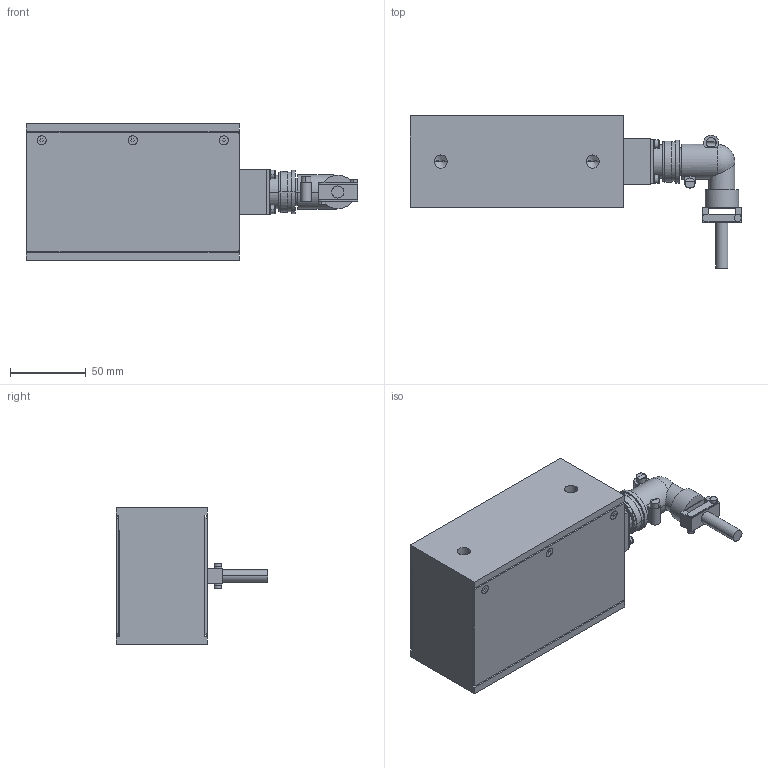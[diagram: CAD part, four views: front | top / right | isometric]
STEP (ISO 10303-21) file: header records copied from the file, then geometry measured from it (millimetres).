
FILE_DESCRIPTION((''),'2;1');
FILE_NAME('50276.stp','2007-09-14T07:59:10',(''),(''),'Mechanical Desktop 2007','Mechanical Desktop 2007',', , ');
FILE_SCHEMA(('CONFIG_CONTROL_DESIGN'));
Length unit declared in the file: millimetre
Products named in the file (15): U50276; U4945304; U49515; U49515A; SENKSCHRAUBE_I-6KT_M3X6; SENKSCHRAUBE_I-6KT_M3X6A; FEDERRING_M3; FEDERRING_M3A; FLANSCHDOSE_WINKEL_AMPH_4-POLIG; TEIL1; L49026; TEIL1A; I-6KT_SCHRAUBE_M3X25A; I-6KT_SCHRAUBE_M3X25; RM_SDB
Assembly tree (28 placements, depth 3):
  U50276
    U4945304
    U49515  x2
      U49515A
    SENKSCHRAUBE_I-6KT_M3X6  x6
      SENKSCHRAUBE_I-6KT_M3X6A
    FEDERRING_M3  x4
      FEDERRING_M3A
    FLANSCHDOSE_WINKEL_AMPH_4-POLIG
      TEIL1
    L49026
      TEIL1A
    I-6KT_SCHRAUBE_M3X25A  x4
      I-6KT_SCHRAUBE_M3X25
    RM_SDB  x3
Bounding box: 218 x 100 x 90 mm (x, y, z)
Volume: 780413.8 mm3; surface area: 119811.2 mm2
Topology: 19 solids, 19 shells, 399 faces, 936 edges, 578 vertices
Faces by surface type: cylinder 160, plane 156, cone 74, torus 8, sphere 1
Entity records: 7550 total; most frequent: CARTESIAN_POINT 1399, DIRECTION 1325, ORIENTED_EDGE 1126, EDGE_CURVE 563, AXIS2_PLACEMENT_3D 507, VERTEX_POINT 363, VECTOR 311, LINE 311
